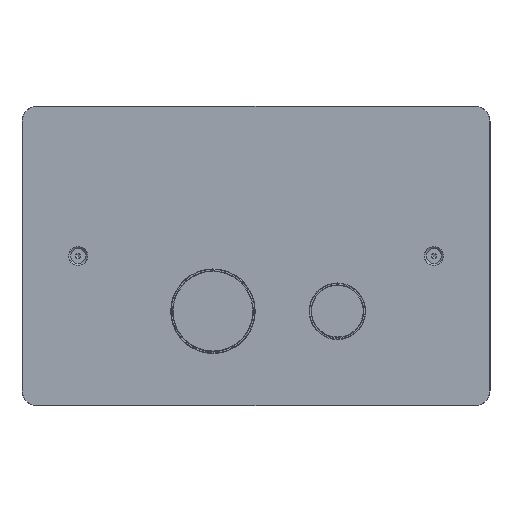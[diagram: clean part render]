
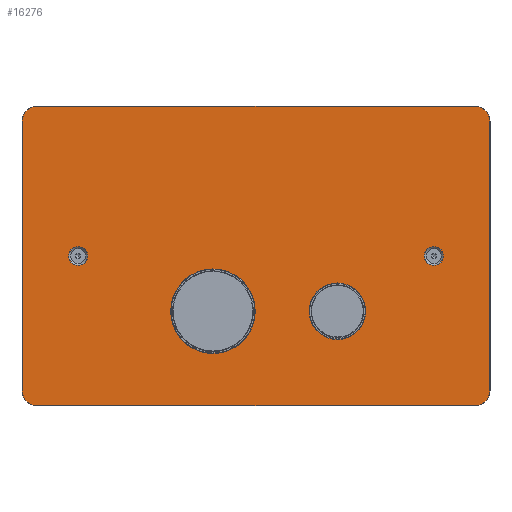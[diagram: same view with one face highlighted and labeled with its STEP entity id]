
A CAD part, front view. The second image highlights one B-rep face of the part: STEP entity #16276.
In plain terms, the highlighted planar face has unit normal (0, -1, 0).
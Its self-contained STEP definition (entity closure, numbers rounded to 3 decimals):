
#1135=CIRCLE('',#17285,15.1);
#1136=CIRCLE('',#17286,22.6);
#1137=CIRCLE('',#17287,5.041);
#1138=CIRCLE('',#17288,5.041);
#1139=CIRCLE('',#17289,7.9);
#1140=CIRCLE('',#17290,7.9);
#1141=CIRCLE('',#17291,7.9);
#1142=CIRCLE('',#17292,7.9);
#2192=ORIENTED_EDGE('',*,*,#6862,.T.);
#2193=ORIENTED_EDGE('',*,*,#6863,.T.);
#2194=ORIENTED_EDGE('',*,*,#6864,.T.);
#2195=ORIENTED_EDGE('',*,*,#6865,.T.);
#2196=ORIENTED_EDGE('',*,*,#6866,.T.);
#2197=ORIENTED_EDGE('',*,*,#6867,.T.);
#2198=ORIENTED_EDGE('',*,*,#6868,.T.);
#2199=ORIENTED_EDGE('',*,*,#6869,.T.);
#2200=ORIENTED_EDGE('',*,*,#6870,.T.);
#2201=ORIENTED_EDGE('',*,*,#6871,.T.);
#2202=ORIENTED_EDGE('',*,*,#6872,.T.);
#2203=ORIENTED_EDGE('',*,*,#6873,.T.);
#6862=EDGE_CURVE('',#9197,#9197,#1135,.F.);
#6863=EDGE_CURVE('',#9198,#9198,#1136,.F.);
#6864=EDGE_CURVE('',#9199,#9199,#1137,.F.);
#6865=EDGE_CURVE('',#9200,#9200,#1138,.F.);
#6866=EDGE_CURVE('',#9201,#9202,#1139,.T.);
#6867=EDGE_CURVE('',#9202,#9203,#10746,.T.);
#6868=EDGE_CURVE('',#9203,#9204,#1140,.T.);
#6869=EDGE_CURVE('',#9204,#9205,#10747,.T.);
#6870=EDGE_CURVE('',#9205,#9206,#1141,.T.);
#6871=EDGE_CURVE('',#9206,#9207,#10748,.T.);
#6872=EDGE_CURVE('',#9207,#9208,#1142,.T.);
#6873=EDGE_CURVE('',#9208,#9201,#10749,.T.);
#9197=VERTEX_POINT('',#23842);
#9198=VERTEX_POINT('',#23844);
#9199=VERTEX_POINT('',#23846);
#9200=VERTEX_POINT('',#23848);
#9201=VERTEX_POINT('',#23850);
#9202=VERTEX_POINT('',#23851);
#9203=VERTEX_POINT('',#23853);
#9204=VERTEX_POINT('',#23855);
#9205=VERTEX_POINT('',#23857);
#9206=VERTEX_POINT('',#23859);
#9207=VERTEX_POINT('',#23861);
#9208=VERTEX_POINT('',#23863);
#10746=LINE('',#23852,#11712);
#10747=LINE('',#23856,#11713);
#10748=LINE('',#23860,#11714);
#10749=LINE('',#23864,#11715);
#11712=VECTOR('',#19179,1000.);
#11713=VECTOR('',#19182,1000.);
#11714=VECTOR('',#19185,1000.);
#11715=VECTOR('',#19188,1000.);
#12674=EDGE_LOOP('',(#2192));
#12675=EDGE_LOOP('',(#2193));
#12676=EDGE_LOOP('',(#2194));
#12677=EDGE_LOOP('',(#2195));
#12678=EDGE_LOOP('',(#2196,#2197,#2198,#2199,#2200,#2201,#2202,#2203));
#13784=FACE_BOUND('',#12674,.T.);
#13785=FACE_BOUND('',#12675,.T.);
#13786=FACE_BOUND('',#12676,.T.);
#13787=FACE_BOUND('',#12677,.T.);
#13788=FACE_BOUND('',#12678,.T.);
#14892=PLANE('',#17284);
#16276=ADVANCED_FACE('',(#13784,#13785,#13786,#13787,#13788),#14892,.T.);
#17284=AXIS2_PLACEMENT_3D('',#23840,#19167,#19168);
#17285=AXIS2_PLACEMENT_3D('',#23841,#19169,#19170);
#17286=AXIS2_PLACEMENT_3D('',#23843,#19171,#19172);
#17287=AXIS2_PLACEMENT_3D('',#23845,#19173,#19174);
#17288=AXIS2_PLACEMENT_3D('',#23847,#19175,#19176);
#17289=AXIS2_PLACEMENT_3D('',#23849,#19177,#19178);
#17290=AXIS2_PLACEMENT_3D('',#23854,#19180,#19181);
#17291=AXIS2_PLACEMENT_3D('',#23858,#19183,#19184);
#17292=AXIS2_PLACEMENT_3D('',#23862,#19186,#19187);
#19167=DIRECTION('',(0.,-1.,0.));
#19168=DIRECTION('',(0.,0.,-1.));
#19169=DIRECTION('',(0.,-1.,0.));
#19170=DIRECTION('',(0.,0.,-1.));
#19171=DIRECTION('',(0.,-1.,0.));
#19172=DIRECTION('',(0.,0.,-1.));
#19173=DIRECTION('',(0.,-1.,0.));
#19174=DIRECTION('',(0.,0.,-1.));
#19175=DIRECTION('',(0.,-1.,0.));
#19176=DIRECTION('',(0.,0.,-1.));
#19177=DIRECTION('',(0.,-1.,0.));
#19178=DIRECTION('',(0.,0.,-1.));
#19179=DIRECTION('',(1.,0.,0.));
#19180=DIRECTION('',(0.,-1.,0.));
#19181=DIRECTION('',(0.,0.,-1.));
#19182=DIRECTION('',(0.,0.,1.));
#19183=DIRECTION('',(0.,-1.,0.));
#19184=DIRECTION('',(0.,0.,-1.));
#19185=DIRECTION('',(-1.,0.,0.));
#19186=DIRECTION('',(0.,-1.,0.));
#19187=DIRECTION('',(0.,0.,-1.));
#19188=DIRECTION('',(0.,0.,-1.));
#23840=CARTESIAN_POINT('',(0.,-1.5,0.));
#23841=CARTESIAN_POINT('',(43.5,-1.5,-29.5));
#23842=CARTESIAN_POINT('',(43.5,-1.5,-44.6));
#23843=CARTESIAN_POINT('',(-23.,-1.5,-29.5));
#23844=CARTESIAN_POINT('',(-23.,-1.5,-52.1));
#23845=CARTESIAN_POINT('',(95.,-1.5,0.));
#23846=CARTESIAN_POINT('',(95.,-1.5,-5.041));
#23847=CARTESIAN_POINT('',(-95.,-1.5,0.));
#23848=CARTESIAN_POINT('',(-95.,-1.5,-5.041));
#23849=CARTESIAN_POINT('',(-117.,-1.5,-72.));
#23850=CARTESIAN_POINT('',(-124.9,-1.5,-72.));
#23851=CARTESIAN_POINT('',(-117.,-1.5,-79.9));
#23852=CARTESIAN_POINT('',(117.,-1.5,-79.9));
#23853=CARTESIAN_POINT('',(117.,-1.5,-79.9));
#23854=CARTESIAN_POINT('',(117.,-1.5,-72.));
#23855=CARTESIAN_POINT('',(124.9,-1.5,-72.));
#23856=CARTESIAN_POINT('',(124.9,-1.5,72.));
#23857=CARTESIAN_POINT('',(124.9,-1.5,72.));
#23858=CARTESIAN_POINT('',(117.,-1.5,72.));
#23859=CARTESIAN_POINT('',(117.,-1.5,79.9));
#23860=CARTESIAN_POINT('',(-117.,-1.5,79.9));
#23861=CARTESIAN_POINT('',(-117.,-1.5,79.9));
#23862=CARTESIAN_POINT('',(-117.,-1.5,72.));
#23863=CARTESIAN_POINT('',(-124.9,-1.5,72.));
#23864=CARTESIAN_POINT('',(-124.9,-1.5,-72.));
